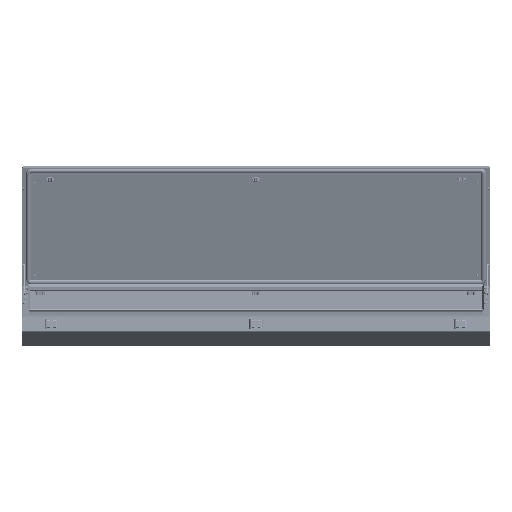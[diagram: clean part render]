
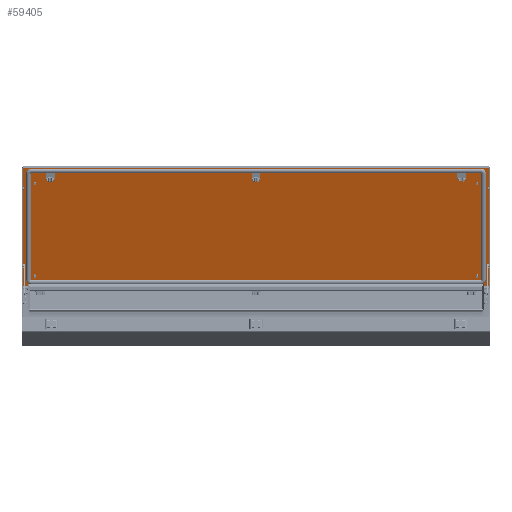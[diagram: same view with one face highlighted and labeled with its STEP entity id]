
A CAD part, front view. The second image highlights one B-rep face of the part: STEP entity #59405.
In plain terms, the highlighted face is planar.
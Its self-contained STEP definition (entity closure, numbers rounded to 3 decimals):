
#6135 = ORIENTED_EDGE ( 'NONE', *, *, #125475, .F. ) ;
#6138 = ORIENTED_EDGE ( 'NONE', *, *, #125477, .F. ) ;
#6141 = ORIENTED_EDGE ( 'NONE', *, *, #125481, .F. ) ;
#6144 = ORIENTED_EDGE ( 'NONE', *, *, #125484, .F. ) ;
#38134 = CARTESIAN_POINT ( 'NONE',  ( -218.5, -795.5, 2. ) ) ;
#38135 = CARTESIAN_POINT ( 'NONE',  ( 218.5, -795.5, 2. ) ) ;
#38137 = CARTESIAN_POINT ( 'NONE',  ( 218.5, 795.5, 2. ) ) ;
#38141 = CARTESIAN_POINT ( 'NONE',  ( -218.5, 795.5, 2. ) ) ;
#43543 = CARTESIAN_POINT ( 'NONE',  ( -219.5, 795.5, 2. ) ) ;
#43544 = CARTESIAN_POINT ( 'NONE',  ( 218.5, 795.5, 2. ) ) ;
#43549 = CARTESIAN_POINT ( 'NONE',  ( 219.5, -795.5, 2. ) ) ;
#43551 = CARTESIAN_POINT ( 'NONE',  ( -218.5, -795.5, 2. ) ) ;
#43552 = DIRECTION ( 'NONE',  ( -1., 0., 0. ) ) ;
#43554 = DIRECTION ( 'NONE',  ( 0., -1., 0. ) ) ;
#43557 = DIRECTION ( 'NONE',  ( 1., 0., 0. ) ) ;
#43559 = DIRECTION ( 'NONE',  ( 0., 1., 0. ) ) ;
#45384 = EDGE_LOOP ( 'NONE', ( #6135, #6138, #6141, #6144 ) ) ;
#48856 = DIRECTION ( 'NONE',  ( 1., 0., 0. ) ) ;
#48859 = DIRECTION ( 'NONE',  ( 0., 0., 1. ) ) ;
#48867 = PLANE ( 'NONE',  #56253 ) ;
#48888 = CARTESIAN_POINT ( 'NONE',  ( -219.5, -796.5, 2. ) ) ;
#49124 = LINE ( 'NONE', #43544, #49150 ) ;
#49134 = LINE ( 'NONE', #43549, #49143 ) ;
#49140 = LINE ( 'NONE', #43543, #49158 ) ;
#49143 = VECTOR ( 'NONE', #43552, 1000. ) ;
#49147 = LINE ( 'NONE', #43551, #49163 ) ;
#49150 = VECTOR ( 'NONE', #43554, 1000. ) ;
#49158 = VECTOR ( 'NONE', #43557, 1000. ) ;
#49163 = VECTOR ( 'NONE', #43559, 1000. ) ;
#56253 = AXIS2_PLACEMENT_3D ( 'NONE', #48888, #48859, #48856 ) ;
#59405 = ADVANCED_FACE ( 'NONE', ( #71505 ), #48867, .T. ) ;
#71505 = FACE_OUTER_BOUND ( 'NONE', #45384, .T. ) ;
#105536 = VERTEX_POINT ( 'NONE', #38134 ) ;
#105537 = VERTEX_POINT ( 'NONE', #38135 ) ;
#105539 = VERTEX_POINT ( 'NONE', #38137 ) ;
#105543 = VERTEX_POINT ( 'NONE', #38141 ) ;
#125475 = EDGE_CURVE ( 'NONE', #105537, #105536, #49134, .T. ) ;
#125477 = EDGE_CURVE ( 'NONE', #105539, #105537, #49124, .T. ) ;
#125481 = EDGE_CURVE ( 'NONE', #105543, #105539, #49140, .T. ) ;
#125484 = EDGE_CURVE ( 'NONE', #105536, #105543, #49147, .T. ) ;
